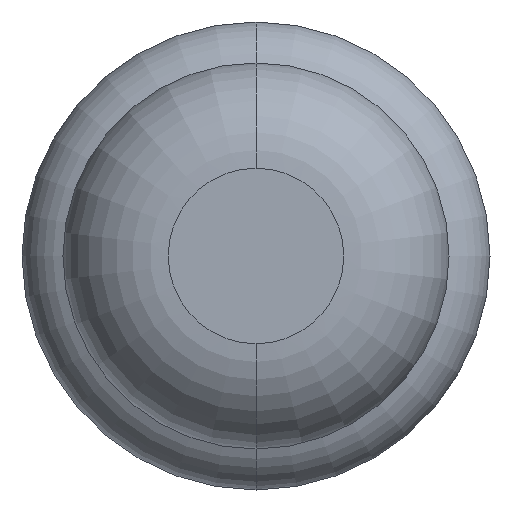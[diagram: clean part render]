
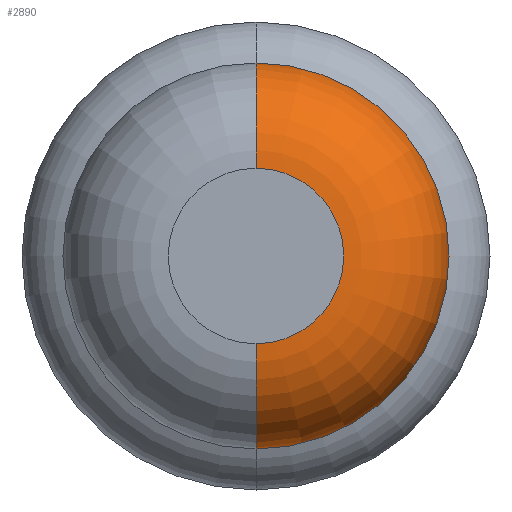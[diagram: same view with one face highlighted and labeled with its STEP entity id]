
A CAD part, front view. The second image highlights one B-rep face of the part: STEP entity #2890.
In plain terms, the highlighted toroidal (fillet/blend) face has major radius 0.375 mm and minor radius 0.45 mm.
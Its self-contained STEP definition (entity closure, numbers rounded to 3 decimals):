
#23 = CARTESIAN_POINT ( 'NONE',  ( 0., -28.55, 0. ) ) ;
#46 = TOROIDAL_SURFACE ( 'NONE', #733, 0.375, 0.45 ) ;
#64 = CARTESIAN_POINT ( 'NONE',  ( 0., -28.55, 0. ) ) ;
#100 = DIRECTION ( 'NONE',  ( 1., 0., 0. ) ) ;
#126 = CARTESIAN_POINT ( 'NONE',  ( 0., -29., 0. ) ) ;
#154 = CARTESIAN_POINT ( 'NONE',  ( 0., -29., 0.375 ) ) ;
#339 = CIRCLE ( 'NONE', #2330, 0.375 ) ;
#343 = DIRECTION ( 'NONE',  ( 0., 0., -1. ) ) ;
#441 = CARTESIAN_POINT ( 'NONE',  ( 0., -28.55, 0.375 ) ) ;
#672 = DIRECTION ( 'NONE',  ( 0., 0., 1. ) ) ;
#733 = AXIS2_PLACEMENT_3D ( 'NONE', #23, #774, #2398 ) ;
#744 = EDGE_CURVE ( 'NONE', #2127, #848, #3261, .T. ) ;
#745 = ORIENTED_EDGE ( 'NONE', *, *, #744, .T. ) ;
#774 = DIRECTION ( 'NONE',  ( 0., 1., 0. ) ) ;
#814 = DIRECTION ( 'NONE',  ( 0., 0., 1. ) ) ;
#825 = AXIS2_PLACEMENT_3D ( 'NONE', #64, #2600, #814 ) ;
#841 = CIRCLE ( 'NONE', #825, 0.825 ) ;
#848 = VERTEX_POINT ( 'NONE', #909 ) ;
#893 = ORIENTED_EDGE ( 'NONE', *, *, #1851, .F. ) ;
#894 = ORIENTED_EDGE ( 'NONE', *, *, #2088, .F. ) ;
#909 = CARTESIAN_POINT ( 'NONE',  ( 0., -28.55, -0.825 ) ) ;
#929 = DIRECTION ( 'NONE',  ( -1., 0., 0. ) ) ;
#1071 = VERTEX_POINT ( 'NONE', #1770 ) ;
#1699 = VERTEX_POINT ( 'NONE', #154 ) ;
#1764 = EDGE_LOOP ( 'NONE', ( #2712, #745, #893, #894 ) ) ;
#1770 = CARTESIAN_POINT ( 'NONE',  ( 0., -28.55, 0.825 ) ) ;
#1843 = CARTESIAN_POINT ( 'NONE',  ( 0., -28.55, -0.375 ) ) ;
#1851 = EDGE_CURVE ( 'Defeature ausgef�hrt1_8+Defeature ausgef�hrt1_7+Defeature ausgef�hrt1_7+Defeature ausgef�hrt1_7', #1071, #848, #841, .T. ) ;
#1942 = DIRECTION ( 'NONE',  ( 0., 0., 1. ) ) ;
#2088 = EDGE_CURVE ( 'NONE', #1699, #1071, #2196, .T. ) ;
#2095 = AXIS2_PLACEMENT_3D ( 'NONE', #1843, #100, #343 ) ;
#2127 = VERTEX_POINT ( 'NONE', #2468 ) ;
#2196 = CIRCLE ( 'NONE', #2737, 0.45 ) ;
#2330 = AXIS2_PLACEMENT_3D ( 'NONE', #126, #2643, #672 ) ;
#2398 = DIRECTION ( 'NONE',  ( 0., 0., 1. ) ) ;
#2468 = CARTESIAN_POINT ( 'NONE',  ( 0., -29., -0.375 ) ) ;
#2557 = EDGE_CURVE ( 'Defeature ausgef�hrt1_7+Defeature ausgef�hrt1_6+Defeature ausgef�hrt1_6+Defeature ausgef�hrt1_6', #1699, #2127, #339, .T. ) ;
#2600 = DIRECTION ( 'NONE',  ( 0., 1., 0. ) ) ;
#2643 = DIRECTION ( 'NONE',  ( 0., 1., 0. ) ) ;
#2712 = ORIENTED_EDGE ( 'NONE', *, *, #2557, .T. ) ;
#2737 = AXIS2_PLACEMENT_3D ( 'NONE', #441, #929, #1942 ) ;
#2890 = ADVANCED_FACE ( 'Defeature ausgef�hrt1_7', ( #3162 ), #46, .T. ) ;
#3162 = FACE_OUTER_BOUND ( 'NONE', #1764, .T. ) ;
#3261 = CIRCLE ( 'NONE', #2095, 0.45 ) ;
